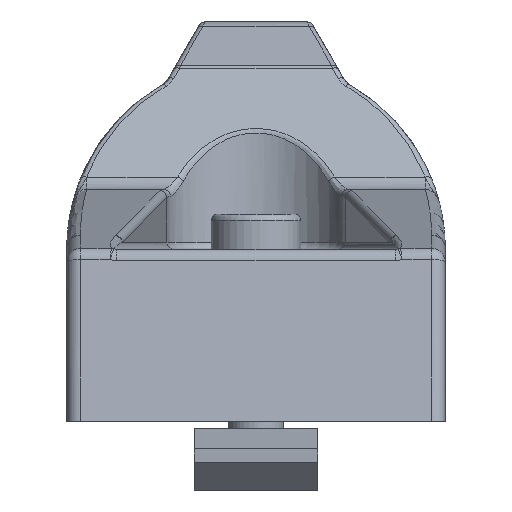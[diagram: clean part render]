
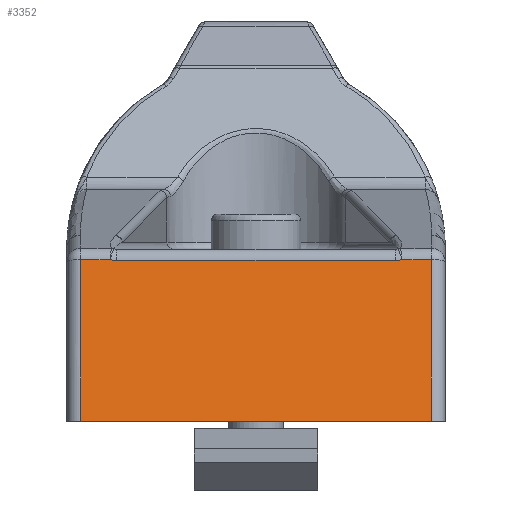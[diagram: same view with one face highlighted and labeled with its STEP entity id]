
A CAD part, front view. The second image highlights one B-rep face of the part: STEP entity #3352.
In plain terms, the highlighted planar face has unit normal (0, -0.985, 0.174).
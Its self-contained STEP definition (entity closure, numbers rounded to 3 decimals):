
#89=ELLIPSE('',#3641,2.671,2.401);
#90=ELLIPSE('',#3642,2.671,2.401);
#120=PLANE('',#3640);
#321=LINE('',#5467,#597);
#343=LINE('',#5728,#619);
#344=LINE('',#5730,#620);
#345=LINE('',#5734,#621);
#346=LINE('',#5738,#622);
#347=LINE('',#5739,#623);
#597=VECTOR('',#4097,1000.);
#619=VECTOR('',#4147,1000.);
#620=VECTOR('',#4148,1000.);
#621=VECTOR('',#4151,1000.);
#622=VECTOR('',#4154,1000.);
#623=VECTOR('',#4155,1000.);
#914=FACE_OUTER_BOUND('',#1144,.T.);
#1144=EDGE_LOOP('',(#2459,#2460,#2461,#2462,#2463,#2464,#2465,#2466));
#1583=VERTEX_POINT('',#5464);
#1584=VERTEX_POINT('',#5466);
#1616=VERTEX_POINT('',#5727);
#1617=VERTEX_POINT('',#5729);
#1618=VERTEX_POINT('',#5731);
#1619=VERTEX_POINT('',#5733);
#1620=VERTEX_POINT('',#5735);
#1621=VERTEX_POINT('',#5737);
#1901=EDGE_CURVE('',#1583,#1584,#321,.T.);
#1937=EDGE_CURVE('',#1583,#1616,#343,.T.);
#1938=EDGE_CURVE('',#1616,#1617,#344,.T.);
#1939=EDGE_CURVE('',#1617,#1618,#89,.T.);
#1940=EDGE_CURVE('',#1618,#1619,#345,.T.);
#1941=EDGE_CURVE('',#1619,#1620,#90,.T.);
#1942=EDGE_CURVE('',#1620,#1621,#346,.T.);
#1943=EDGE_CURVE('',#1621,#1584,#347,.T.);
#2459=ORIENTED_EDGE('',*,*,#1901,.F.);
#2460=ORIENTED_EDGE('',*,*,#1937,.T.);
#2461=ORIENTED_EDGE('',*,*,#1938,.T.);
#2462=ORIENTED_EDGE('',*,*,#1939,.T.);
#2463=ORIENTED_EDGE('',*,*,#1940,.T.);
#2464=ORIENTED_EDGE('',*,*,#1941,.T.);
#2465=ORIENTED_EDGE('',*,*,#1942,.T.);
#2466=ORIENTED_EDGE('',*,*,#1943,.T.);
#3352=ADVANCED_FACE('',(#914),#120,.F.);
#3640=AXIS2_PLACEMENT_3D('',#5726,#4145,#4146);
#3641=AXIS2_PLACEMENT_3D('',#5732,#4149,#4150);
#3642=AXIS2_PLACEMENT_3D('',#5736,#4152,#4153);
#4097=DIRECTION('',(-1.,0.,0.));
#4145=DIRECTION('center_axis',(0.,0.985,-0.174));
#4146=DIRECTION('ref_axis',(0.,0.174,0.985));
#4147=DIRECTION('',(0.,0.174,0.985));
#4148=DIRECTION('',(-1.,0.,0.));
#4149=DIRECTION('center_axis',(0.,0.985,
-0.174));
#4150=DIRECTION('ref_axis',(0.988,0.027,0.15));
#4151=DIRECTION('',(-1.,0.,0.));
#4152=DIRECTION('center_axis',(0.,0.985,
-0.174));
#4153=DIRECTION('ref_axis',(0.988,-0.027,-0.15));
#4154=DIRECTION('',(-1.,0.,0.));
#4155=DIRECTION('',(0.,-0.174,-0.985));
#5464=CARTESIAN_POINT('',(19.478,-88.929,-28.293));
#5466=CARTESIAN_POINT('',(-31.522,-88.929,-28.293));
#5467=CARTESIAN_POINT('',(-33.522,-88.929,-28.293));
#5726=CARTESIAN_POINT('Origin',(-98.522,-88.929,-28.293));
#5727=CARTESIAN_POINT('',(19.478,-84.788,-4.804));
#5728=CARTESIAN_POINT('',(19.478,-88.929,-28.293));
#5729=CARTESIAN_POINT('',(15.152,-84.788,-4.804));
#5730=CARTESIAN_POINT('',(-98.522,-84.788,-4.804));
#5731=CARTESIAN_POINT('',(14.241,-84.813,-4.945));
#5732=CARTESIAN_POINT('Origin',(14.326,-84.394,-2.574));
#5733=CARTESIAN_POINT('',(-26.284,-84.813,-4.945));
#5734=CARTESIAN_POINT('',(-98.522,-84.813,-4.945));
#5735=CARTESIAN_POINT('',(-27.195,-84.788,-4.804));
#5736=CARTESIAN_POINT('Origin',(-26.37,-84.394,-2.574));
#5737=CARTESIAN_POINT('',(-31.522,-84.788,-4.804));
#5738=CARTESIAN_POINT('',(-98.522,-84.788,-4.804));
#5739=CARTESIAN_POINT('',(-31.522,-88.929,-28.293));
